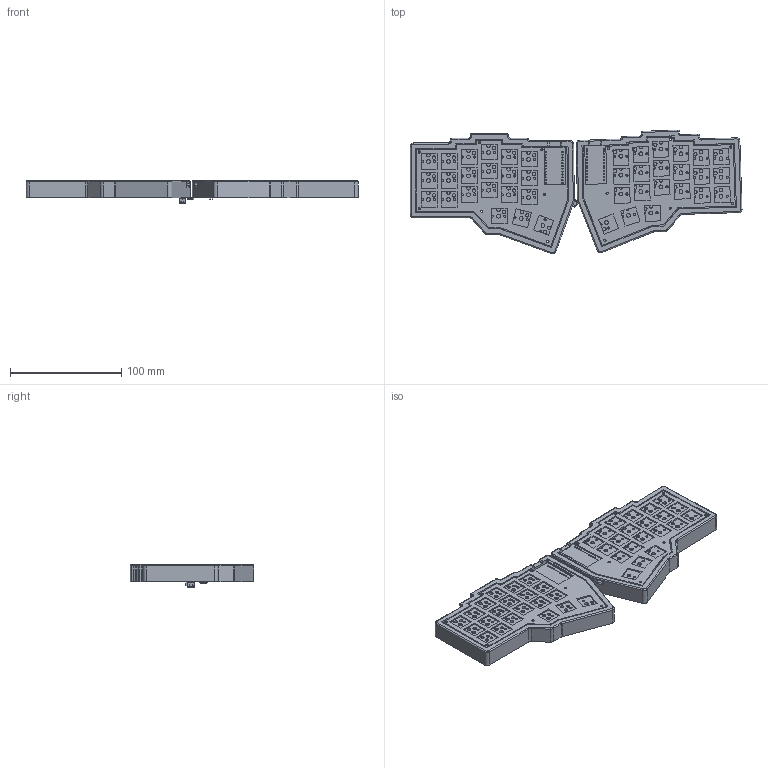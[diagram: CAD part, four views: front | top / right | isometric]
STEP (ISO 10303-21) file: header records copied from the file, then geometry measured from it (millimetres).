
FILE_DESCRIPTION(('FreeCAD Model'),'2;1');
FILE_NAME('Open CASCADE Shape Model','2026-02-26T03:14:11',(''),(''), 'Open CASCADE STEP processor 7.8','FreeCAD','Unknown');
FILE_SCHEMA(('AUTOMOTIVE_DESIGN { 1 0 10303 214 1 1 1 1 }'));
Length unit declared in the file: millimetre
Products named in the file (41): Unnamed; root016; COMPOUND015; COMPOUND; COMPOUND001; COMPOUND002; COMPOUND003; COMPOUND004; COMPOUND005; COMPOUND006; COMPOUND007; COMPOUND008; COMPOUND009; COMPOUND010; COMPOUND011; COMPOUND012; COMPOUND013; COMPOUND014; root015; root; root001; root002; root003; root004; root005; root006; root007; root008; root009; root010; root011; root012; root013; root014; hacker-keeb-right 1; Panasonic_EVQPUJ_EVQPUA; JST_PH_S2B-PH-K_1x02_P2.00mm_Horizontal; Split keebu-right_PCB_1; Split keebu-right_PCB_2; root017 ...
Assembly tree (42 placements, depth 4):
  Unnamed
    root016
      COMPOUND015
        COMPOUND
        COMPOUND001
        COMPOUND002
        COMPOUND003
        COMPOUND004
        COMPOUND005
        COMPOUND006
        COMPOUND007
        COMPOUND008
        COMPOUND009
        COMPOUND010
        COMPOUND011
        COMPOUND012
        COMPOUND013
        COMPOUND014
    root015
      root
      root001
      root002
      root003
      root004
      root005
      root006
      root007
      root008
      root009
      root010
      root011
      root012
      root013
      root014
    hacker-keeb-right 1
      Panasonic_EVQPUJ_EVQPUA  x2
      JST_PH_S2B-PH-K_1x02_P2.00mm_Horizontal  x2
      Split keebu-right_PCB_1
      Split keebu-right_PCB_2
    root017
    root018
Bounding box: 298.33 x 111.08 x 20.23 mm (x, y, z)
Volume: 135815.8 mm3; surface area: 142514.7 mm2
Topology: 38 solids, 38 shells, 1572 faces, 4436 edges, 2922 vertices
Faces by surface type: plane 918, cylinder 616, torus 26, sphere 6, revolution 6
Full cylindrical faces by diameter (mm): 0.75 x4, 0.8 x84, 0.85 x4, 1 x48, 1.9 x84, 2 x28, 2.2 x14, 3.05 x84, 3.45 x42, 4.1 x28, 5 x26
Entity records: 46801 total; most frequent: DIRECTION 7731, CARTESIAN_POINT 7567, ORIENTED_EDGE 7406, EDGE_CURVE 3699, AXIS2_PLACEMENT_3D 2676, VERTEX_POINT 2452, LINE 2373, VECTOR 2373
